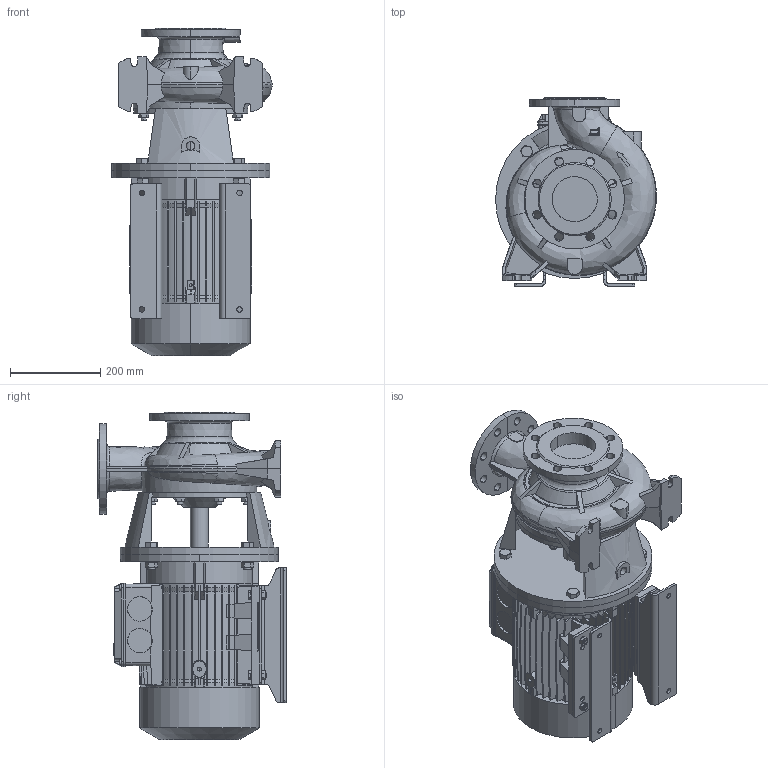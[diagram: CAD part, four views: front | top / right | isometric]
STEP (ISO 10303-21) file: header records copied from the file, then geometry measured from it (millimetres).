
FILE_DESCRIPTION (( 'STEP AP214' ), '1' );
FILE_NAME ('4.93.603.44swa01.step', '2022-12-13T09:51:56', ( '' ), ( '' ), 'SwSTEP 2.0', 'SolidWorks 2020', '' );
FILE_SCHEMA (( 'AUTOMOTIVE_DESIGN' ));
Length unit declared in the file: millimetre
Products named in the file (6): 10008958swp01_132S-R3; Copia di 4_93_603_44_REV00^4.93.603.44swa01; 4.93.603.44swa01; 10008962swa01_M132S; 10007670swn00_M32x1.5; 10007568swp00_M132 B5-De350
Assembly tree (6 placements, depth 3):
  4.93.603.44swa01
    Copia di 4_93_603_44_REV00^4.93.603.44swa01
    10008962swa01_M132S
      10007568swp00_M132 B5-De350
      10008958swp01_132S-R3
      10007670swn00_M32x1.5  x2
Bounding box: 355.83 x 417 x 724 mm (x, y, z)
Volume: 35671354.4 mm3; surface area: 2291027.9 mm2
Topology: 32 solids, 32 shells, 2342 faces, 6182 edges, 3997 vertices
Faces by surface type: plane 1264, cone 466, cylinder 361, bspline 243, torus 8
Entity records: 119261 total; most frequent: CARTESIAN_POINT 65933, ORIENTED_EDGE 12008, DIRECTION 9107, EDGE_CURVE 6004, VERTEX_POINT 3899, VECTOR 3127, LINE 3127, AXIS2_PLACEMENT_3D 2990
